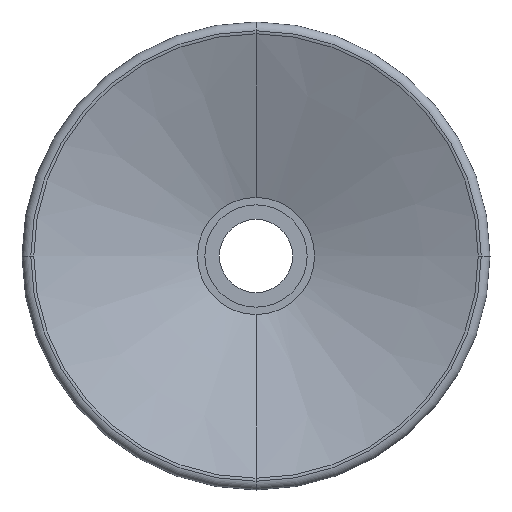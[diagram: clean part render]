
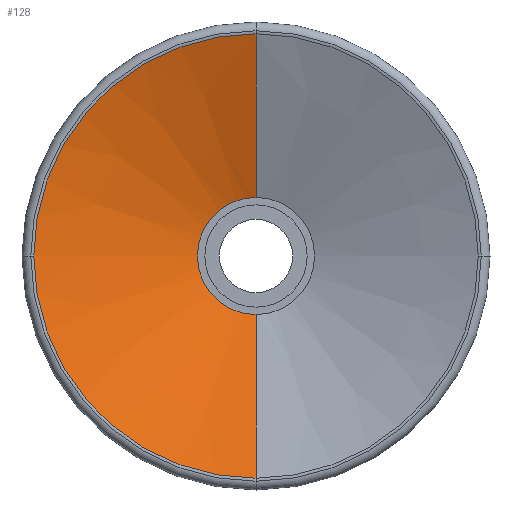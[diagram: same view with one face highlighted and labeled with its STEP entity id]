
A CAD part, front view. The second image highlights one B-rep face of the part: STEP entity #128.
In plain terms, the highlighted conical face has half-angle 70.049 degrees and reference radius 4 mm.
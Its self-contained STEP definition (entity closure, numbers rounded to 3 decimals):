
#128=ADVANCED_FACE('',(#332),#333,.F.);
#332=FACE_OUTER_BOUND('',#621,.T.);
#333=CONICAL_SURFACE('',#622,4.0,1.223);
#621=EDGE_LOOP('',(#3189,#3190,#3191,#3192,#3193));
#622=AXIS2_PLACEMENT_3D('',#3194,#3195,#3196);
#3189=ORIENTED_EDGE('',*,*,#3869,.T.);
#3190=ORIENTED_EDGE('',*,*,#3870,.T.);
#3191=ORIENTED_EDGE('',*,*,#3871,.F.);
#3192=ORIENTED_EDGE('',*,*,#3872,.F.);
#3193=ORIENTED_EDGE('',*,*,#3873,.F.);
#3194=CARTESIAN_POINT('',(0.0,-5.5,0.0));
#3195=DIRECTION('',(0.0,-1.0,-0.0));
#3196=DIRECTION('',(0.0,0.0,-1.0));
#3869=EDGE_CURVE('',#4197,#4198,#4199,.T.);
#3870=EDGE_CURVE('',#4198,#4200,#4201,.T.);
#3871=EDGE_CURVE('',#4202,#4200,#4203,.T.);
#3872=EDGE_CURVE('',#4150,#4202,#4204,.T.);
#3873=EDGE_CURVE('',#4197,#4150,#4205,.T.);
#4150=VERTEX_POINT('',#4595);
#4197=VERTEX_POINT('',#4648);
#4198=VERTEX_POINT('',#4649);
#4199=CIRCLE('',#4650,4.0);
#4200=VERTEX_POINT('',#4651);
#4201=LINE('',#4652,#4653);
#4202=VERTEX_POINT('',#4654);
#4203=CIRCLE('',#4655,15.195);
#4204=CIRCLE('',#4656,15.195);
#4205=LINE('',#4657,#4658);
#4595=CARTESIAN_POINT('',(0.0,-9.564,-15.195));
#4648=CARTESIAN_POINT('',(0.0,-5.5,-4.0));
#4649=CARTESIAN_POINT('',(0.,-5.5,4.0));
#4650=AXIS2_PLACEMENT_3D('',#6098,#6099,#6100);
#4651=CARTESIAN_POINT('',(0.0,-9.564,15.195));
#4652=CARTESIAN_POINT('',(0.,-5.5,4.0));
#4653=VECTOR('',#6101,1000.0);
#4654=CARTESIAN_POINT('',(-15.195,-9.564,0.0));
#4655=AXIS2_PLACEMENT_3D('',#6102,#6103,#6104);
#4656=AXIS2_PLACEMENT_3D('',#6105,#6106,#6107);
#4657=CARTESIAN_POINT('',(0.0,-5.5,-4.0));
#4658=VECTOR('',#6108,1000.0);
#6098=CARTESIAN_POINT('',(0.0,-5.5,0.0));
#6099=DIRECTION('',(0.0,1.0,0.0));
#6100=DIRECTION('',(0.0,0.0,1.0));
#6101=DIRECTION('',(0.,-0.341,0.94));
#6102=CARTESIAN_POINT('',(0.0,-9.564,0.0));
#6103=DIRECTION('',(0.0,1.0,0.0));
#6104=DIRECTION('',(0.0,0.0,1.0));
#6105=CARTESIAN_POINT('',(0.0,-9.564,0.0));
#6106=DIRECTION('',(0.0,1.0,0.0));
#6107=DIRECTION('',(0.0,0.0,1.0));
#6108=DIRECTION('',(0.0,-0.341,-0.94));
